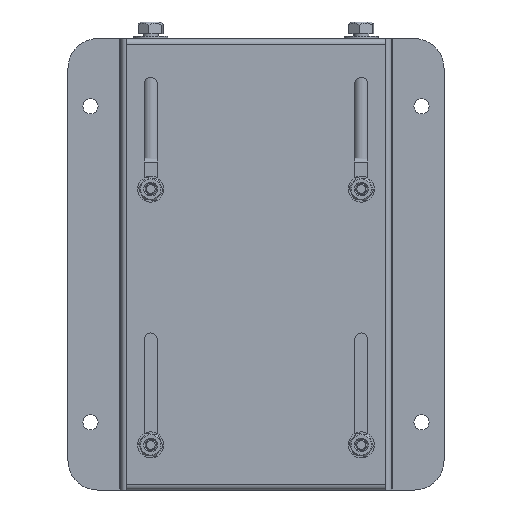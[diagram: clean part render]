
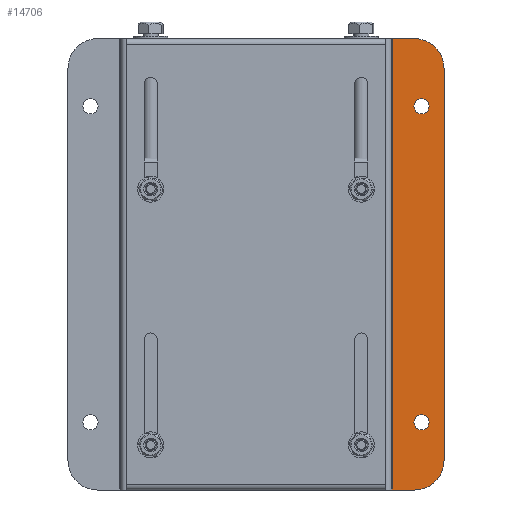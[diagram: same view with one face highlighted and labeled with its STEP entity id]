
A CAD part, front view. The second image highlights one B-rep face of the part: STEP entity #14706.
In plain terms, the highlighted planar face has unit normal (0, -1, 0).
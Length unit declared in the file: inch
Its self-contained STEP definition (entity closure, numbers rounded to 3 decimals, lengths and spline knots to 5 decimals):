
#104 = CARTESIAN_POINT ( 'NONE',  ( 5.75443, 0.69354, 6.51575 ) ) ;
#136 = VERTEX_POINT ( 'NONE', #16681 ) ;
#539 = AXIS2_PLACEMENT_3D ( 'NONE', #17736, #10657, #9308 ) ;
#605 = AXIS2_PLACEMENT_3D ( 'NONE', #12734, #1803, #12790 ) ;
#930 = EDGE_CURVE ( 'NONE', #9907, #14166, #13294, .T. ) ;
#1011 = DIRECTION ( 'NONE',  ( 0., 1., 0. ) ) ;
#1545 = VERTEX_POINT ( 'NONE', #2534 ) ;
#1707 = ORIENTED_EDGE ( 'NONE', *, *, #4860, .F. ) ;
#1803 = DIRECTION ( 'NONE',  ( 0., 1., 0. ) ) ;
#2101 = CARTESIAN_POINT ( 'NONE',  ( -5.02457, 0.69354, 7.5 ) ) ;
#2105 = CARTESIAN_POINT ( 'NONE',  ( 4.77018, 0.69354, -6.51575 ) ) ;
#2176 = ORIENTED_EDGE ( 'NONE', *, *, #15265, .T. ) ;
#2309 = CIRCLE ( 'NONE', #605, 0.25 ) ;
#2524 = VECTOR ( 'NONE', #9596, 39.37008 ) ;
#2534 = CARTESIAN_POINT ( 'NONE',  ( 5.00443, 0.69354, 5. ) ) ;
#3027 = EDGE_CURVE ( 'NONE', #11156, #11278, #7505, .T. ) ;
#3404 = PLANE ( 'NONE',  #15084 ) ;
#3526 = DIRECTION ( 'NONE',  ( 0., 0., -1. ) ) ;
#3812 = DIRECTION ( 'NONE',  ( -1., 0., 0. ) ) ;
#4136 = ORIENTED_EDGE ( 'NONE', *, *, #7597, .F. ) ;
#4504 = LINE ( 'NONE', #9985, #15636 ) ;
#4546 = VERTEX_POINT ( 'NONE', #4689 ) ;
#4689 = CARTESIAN_POINT ( 'NONE',  ( 5.00443, 0.69354, -5. ) ) ;
#4860 = EDGE_CURVE ( 'NONE', #14313, #11156, #13191, .T. ) ;
#4992 = EDGE_LOOP ( 'NONE', ( #15214, #2176 ) ) ;
#5786 = VECTOR ( 'NONE', #3812, 39.37008 ) ;
#5847 = DIRECTION ( 'NONE',  ( 0., 0., -1. ) ) ;
#6528 = ORIENTED_EDGE ( 'NONE', *, *, #3027, .F. ) ;
#6824 = EDGE_LOOP ( 'NONE', ( #12856, #17505, #16614, #4136, #6528, #1707 ) ) ;
#6867 = CARTESIAN_POINT ( 'NONE',  ( 5.75443, 0.69354, 7.5 ) ) ;
#7247 = CARTESIAN_POINT ( 'NONE',  ( 5.00443, 0.69354, 5.25 ) ) ;
#7381 = CARTESIAN_POINT ( 'NONE',  ( 4.00443, 0.69354, 7.5 ) ) ;
#7505 = LINE ( 'NONE', #6867, #2524 ) ;
#7580 = CARTESIAN_POINT ( 'NONE',  ( 4.03343, 0.69354, 7.5 ) ) ;
#7597 = EDGE_CURVE ( 'NONE', #11278, #16734, #12658, .T. ) ;
#7723 = EDGE_CURVE ( 'NONE', #4546, #136, #7835, .T. ) ;
#7835 = CIRCLE ( 'NONE', #539, 0.25 ) ;
#7865 = EDGE_CURVE ( 'NONE', #136, #4546, #11326, .T. ) ;
#7938 = LINE ( 'NONE', #2101, #5786 ) ;
#7969 = DIRECTION ( 'NONE',  ( 0., 0., 1. ) ) ;
#8207 = FACE_BOUND ( 'NONE', #12814, .T. ) ;
#8274 = CARTESIAN_POINT ( 'NONE',  ( 5.00443, 0.69354, -5.25 ) ) ;
#8716 = ORIENTED_EDGE ( 'NONE', *, *, #7865, .T. ) ;
#8835 = DIRECTION ( 'NONE',  ( 0., -1., 0. ) ) ;
#9118 = EDGE_CURVE ( 'NONE', #14313, #9907, #7938, .T. ) ;
#9144 = CARTESIAN_POINT ( 'NONE',  ( 4.77018, 0.69354, -7.5 ) ) ;
#9303 = CARTESIAN_POINT ( 'NONE',  ( 4.77018, 0.69354, 6.51575 ) ) ;
#9308 = DIRECTION ( 'NONE',  ( 0., 0., 1. ) ) ;
#9503 = ORIENTED_EDGE ( 'NONE', *, *, #7723, .T. ) ;
#9566 = CARTESIAN_POINT ( 'NONE',  ( 5.75443, 0.69354, -6.51575 ) ) ;
#9596 = DIRECTION ( 'NONE',  ( 0., 0., -1. ) ) ;
#9907 = VERTEX_POINT ( 'NONE', #12535 ) ;
#9921 = DIRECTION ( 'NONE',  ( 0., 0., 1. ) ) ;
#9985 = CARTESIAN_POINT ( 'NONE',  ( 3.84695, 0.69354, -7.5 ) ) ;
#10023 = AXIS2_PLACEMENT_3D ( 'NONE', #7247, #17060, #9921 ) ;
#10210 = CARTESIAN_POINT ( 'NONE',  ( 4.03343, 0.69354, -7.5 ) ) ;
#10657 = DIRECTION ( 'NONE',  ( 0., 1., 0. ) ) ;
#10897 = DIRECTION ( 'NONE',  ( 0., 0., 1. ) ) ;
#11156 = VERTEX_POINT ( 'NONE', #104 ) ;
#11278 = VERTEX_POINT ( 'NONE', #9566 ) ;
#11326 = CIRCLE ( 'NONE', #11705, 0.25 ) ;
#11573 = AXIS2_PLACEMENT_3D ( 'NONE', #9303, #1011, #7969 ) ;
#11705 = AXIS2_PLACEMENT_3D ( 'NONE', #8274, #15212, #10897 ) ;
#11811 = VERTEX_POINT ( 'NONE', #14021 ) ;
#11823 = DIRECTION ( 'NONE',  ( 0., 1., 0. ) ) ;
#11922 = FACE_BOUND ( 'NONE', #4992, .T. ) ;
#12535 = CARTESIAN_POINT ( 'NONE',  ( 4.03343, 0.69354, 7.5 ) ) ;
#12658 = CIRCLE ( 'NONE', #13950, 0.98425 ) ;
#12734 = CARTESIAN_POINT ( 'NONE',  ( 5.00443, 0.69354, 5.25 ) ) ;
#12790 = DIRECTION ( 'NONE',  ( 0., 0., 1. ) ) ;
#12803 = FACE_OUTER_BOUND ( 'NONE', #6824, .T. ) ;
#12814 = EDGE_LOOP ( 'NONE', ( #9503, #8716 ) ) ;
#12837 = VECTOR ( 'NONE', #5847, 39.37008 ) ;
#12856 = ORIENTED_EDGE ( 'NONE', *, *, #9118, .T. ) ;
#13191 = CIRCLE ( 'NONE', #11573, 0.98425 ) ;
#13294 = LINE ( 'NONE', #7580, #12837 ) ;
#13950 = AXIS2_PLACEMENT_3D ( 'NONE', #2105, #11823, #3526 ) ;
#14021 = CARTESIAN_POINT ( 'NONE',  ( 5.00443, 0.69354, 5.5 ) ) ;
#14166 = VERTEX_POINT ( 'NONE', #10210 ) ;
#14313 = VERTEX_POINT ( 'NONE', #17879 ) ;
#14706 = ADVANCED_FACE ( 'NONE', ( #12803, #11922, #8207 ), #3404, .T. ) ;
#15084 = AXIS2_PLACEMENT_3D ( 'NONE', #7381, #8835, #17196 ) ;
#15212 = DIRECTION ( 'NONE',  ( 0., 1., 0. ) ) ;
#15214 = ORIENTED_EDGE ( 'NONE', *, *, #15259, .T. ) ;
#15259 = EDGE_CURVE ( 'NONE', #11811, #1545, #2309, .T. ) ;
#15265 = EDGE_CURVE ( 'NONE', #1545, #11811, #17159, .T. ) ;
#15296 = EDGE_CURVE ( 'NONE', #16734, #14166, #4504, .T. ) ;
#15636 = VECTOR ( 'NONE', #17120, 39.37008 ) ;
#16614 = ORIENTED_EDGE ( 'NONE', *, *, #15296, .F. ) ;
#16681 = CARTESIAN_POINT ( 'NONE',  ( 5.00443, 0.69354, -5.5 ) ) ;
#16734 = VERTEX_POINT ( 'NONE', #9144 ) ;
#17060 = DIRECTION ( 'NONE',  ( 0., 1., 0. ) ) ;
#17120 = DIRECTION ( 'NONE',  ( -1., 0., 0. ) ) ;
#17159 = CIRCLE ( 'NONE', #10023, 0.25 ) ;
#17196 = DIRECTION ( 'NONE',  ( 0., 0., -1. ) ) ;
#17505 = ORIENTED_EDGE ( 'NONE', *, *, #930, .T. ) ;
#17736 = CARTESIAN_POINT ( 'NONE',  ( 5.00443, 0.69354, -5.25 ) ) ;
#17879 = CARTESIAN_POINT ( 'NONE',  ( 4.77018, 0.69354, 7.5 ) ) ;
